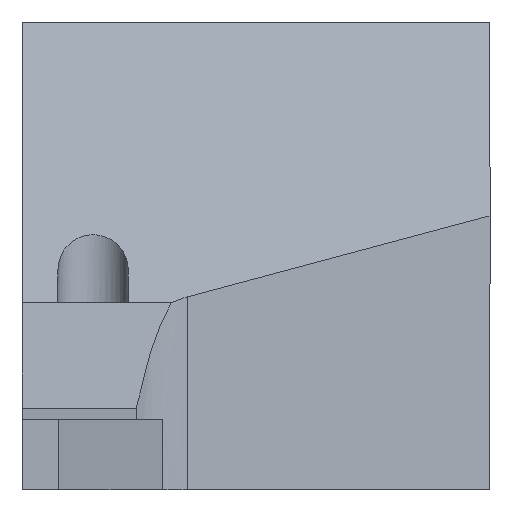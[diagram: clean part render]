
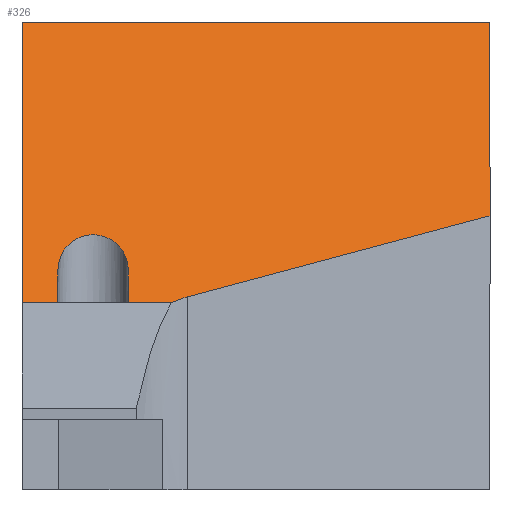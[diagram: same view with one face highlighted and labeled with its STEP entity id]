
A CAD part, left-side view. The second image highlights one B-rep face of the part: STEP entity #326.
In plain terms, the highlighted planar face has unit normal (-0.707, 0, 0.707).
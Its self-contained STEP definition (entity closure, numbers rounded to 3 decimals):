
#18 = CARTESIAN_POINT ( 'NONE',  ( -115.076, 0., 1.718 ) ) ;
#26 = VERTEX_POINT ( 'NONE', #161 ) ;
#32 = EDGE_LOOP ( 'NONE', ( #1587, #468, #1202, #1406, #286, #1151, #804, #883, #1273, #1413 ) ) ;
#48 = CARTESIAN_POINT ( 'NONE',  ( -118.689, 13.4, -1.895 ) ) ;
#69 = LINE ( 'NONE', #562, #491 ) ;
#89 = VECTOR ( 'NONE', #813, 1000. ) ;
#122 = VERTEX_POINT ( 'NONE', #366 ) ;
#152 = CARTESIAN_POINT ( 'NONE',  ( -117.386, 18.464, -0.591 ) ) ;
#161 = CARTESIAN_POINT ( 'NONE',  ( -118.794, 13.622, -2. ) ) ;
#184 = CARTESIAN_POINT ( 'NONE',  ( -118.794, 181.61, -2. ) ) ;
#189 = CARTESIAN_POINT ( 'NONE',  ( -118.794, 181.61, -2. ) ) ;
#229 = VERTEX_POINT ( 'NONE', #658 ) ;
#248 = LINE ( 'NONE', #344, #1476 ) ;
#250 = EDGE_CURVE ( 'NONE', #702, #568, #875, .T. ) ;
#251 =( BOUNDED_CURVE ( )  B_SPLINE_CURVE ( 3, ( #297, #48, #591, #1467 ),
 .UNSPECIFIED., .F., .F. ) 
 B_SPLINE_CURVE_WITH_KNOTS ( ( 4, 4 ),
 ( 2.7, 2.88 ),
 .UNSPECIFIED. ) 
 CURVE ( )  GEOMETRIC_REPRESENTATION_ITEM ( )  RATIONAL_B_SPLINE_CURVE ( ( 1., 0.997, 0.997, 1. ) ) 
 REPRESENTATION_ITEM ( '' )  );
#281 = EDGE_CURVE ( 'NONE', #761, #229, #1403, .T. ) ;
#286 = ORIENTED_EDGE ( 'NONE', *, *, #1026, .F. ) ;
#297 = CARTESIAN_POINT ( 'NONE',  ( -118.794, 13.622, -2. ) ) ;
#305 = LINE ( 'NONE', #184, #1189 ) ;
#326 = ADVANCED_FACE ( 'NONE', ( #1272 ), #1411, .T. ) ;
#330 = VECTOR ( 'NONE', #1086, 1000. ) ;
#344 = CARTESIAN_POINT ( 'NONE',  ( -118.794, 18.464, -2. ) ) ;
#366 = CARTESIAN_POINT ( 'NONE',  ( -117.386, 15.464, -0.591 ) ) ;
#403 = LINE ( 'NONE', #656, #1573 ) ;
#410 = CARTESIAN_POINT ( 'NONE',  ( -118.794, 18.464, -2. ) ) ;
#429 = LINE ( 'NONE', #923, #89 ) ;
#462 = AXIS2_PLACEMENT_3D ( 'NONE', #792, #1280, #1543 ) ;
#468 = ORIENTED_EDGE ( 'NONE', *, *, #859, .T. ) ;
#471 = CARTESIAN_POINT ( 'NONE',  ( -117.386, 18.464, -0.591 ) ) ;
#491 = VECTOR ( 'NONE', #1047, 1000. ) ;
#514 = CARTESIAN_POINT ( 'NONE',  ( -106.794, 20., 10. ) ) ;
#518 = CARTESIAN_POINT ( 'NONE',  ( -118.794, 20., -2. ) ) ;
#537 = CARTESIAN_POINT ( 'NONE',  ( -118.794, 15.464, -2. ) ) ;
#562 = CARTESIAN_POINT ( 'NONE',  ( -63.397, 0., 53.397 ) ) ;
#568 = VERTEX_POINT ( 'NONE', #410 ) ;
#574 = VERTEX_POINT ( 'NONE', #537 ) ;
#591 = CARTESIAN_POINT ( 'NONE',  ( -118.605, 13.17, -1.811 ) ) ;
#631 =( BOUNDED_CURVE ( )  B_SPLINE_CURVE ( 3, ( #152, #1016, #655, #1140 ),
 .UNSPECIFIED., .F., .F. ) 
 B_SPLINE_CURVE_WITH_KNOTS ( ( 4, 4 ),
 ( 1.571, 4.712 ),
 .UNSPECIFIED. ) 
 CURVE ( )  GEOMETRIC_REPRESENTATION_ITEM ( )  RATIONAL_B_SPLINE_CURVE ( ( 1., 0.333, 0.333, 1. ) ) 
 REPRESENTATION_ITEM ( '' )  );
#655 = CARTESIAN_POINT ( 'NONE',  ( -114.386, 15.464, 2.409 ) ) ;
#656 = CARTESIAN_POINT ( 'NONE',  ( -107.972, -26.514, 8.823 ) ) ;
#658 = CARTESIAN_POINT ( 'NONE',  ( -106.794, 0., 10. ) ) ;
#681 = CARTESIAN_POINT ( 'NONE',  ( -118.541, 12.933, -1.747 ) ) ;
#686 = DIRECTION ( 'NONE',  ( 0., -1., 0. ) ) ;
#702 = VERTEX_POINT ( 'NONE', #518 ) ;
#761 = VERTEX_POINT ( 'NONE', #514 ) ;
#792 = CARTESIAN_POINT ( 'NONE',  ( -118.794, 181.61, -2. ) ) ;
#804 = ORIENTED_EDGE ( 'NONE', *, *, #1027, .F. ) ;
#813 = DIRECTION ( 'NONE',  ( 0.707, 0., 0.707 ) ) ;
#850 = DIRECTION ( 'NONE',  ( 0.707, 0., 0.707 ) ) ;
#859 = EDGE_CURVE ( 'NONE', #574, #26, #305, .T. ) ;
#875 = LINE ( 'NONE', #189, #1003 ) ;
#883 = ORIENTED_EDGE ( 'NONE', *, *, #250, .T. ) ;
#910 = VERTEX_POINT ( 'NONE', #681 ) ;
#909 = EDGE_CURVE ( 'NONE', #910, #950, #403, .T. ) ;
#914 = DIRECTION ( 'NONE',  ( 0., -1., 0. ) ) ;
#923 = CARTESIAN_POINT ( 'NONE',  ( -63.397, 20., 53.397 ) ) ;
#942 = VERTEX_POINT ( 'NONE', #471 ) ;
#950 = VERTEX_POINT ( 'NONE', #18 ) ;
#977 = LINE ( 'NONE', #1358, #330 ) ;
#1003 = VECTOR ( 'NONE', #914, 1000. ) ;
#1016 = CARTESIAN_POINT ( 'NONE',  ( -114.386, 18.464, 2.409 ) ) ;
#1026 = EDGE_CURVE ( 'NONE', #229, #950, #69, .T. ) ;
#1027 = EDGE_CURVE ( 'NONE', #702, #761, #429, .T. ) ;
#1047 = DIRECTION ( 'NONE',  ( -0.707, 0., -0.707 ) ) ;
#1052 = CARTESIAN_POINT ( 'NONE',  ( -106.794, 0., 10. ) ) ;
#1086 = DIRECTION ( 'NONE',  ( -0.707, 0., -0.707 ) ) ;
#1121 = EDGE_CURVE ( 'NONE', #942, #122, #631, .T. ) ;
#1140 = CARTESIAN_POINT ( 'NONE',  ( -117.386, 15.464, -0.591 ) ) ;
#1145 = EDGE_CURVE ( 'NONE', #26, #910, #251, .T. ) ;
#1151 = ORIENTED_EDGE ( 'NONE', *, *, #281, .F. ) ;
#1189 = VECTOR ( 'NONE', #686, 1000. ) ;
#1202 = ORIENTED_EDGE ( 'NONE', *, *, #1145, .T. ) ;
#1272 = FACE_OUTER_BOUND ( 'NONE', #32, .T. ) ;
#1273 = ORIENTED_EDGE ( 'NONE', *, *, #1502, .T. ) ;
#1278 = DIRECTION ( 'NONE',  ( 0.251, -0.935, 0.251 ) ) ;
#1280 = DIRECTION ( 'NONE',  ( -0.707, 0., 0.707 ) ) ;
#1303 = DIRECTION ( 'NONE',  ( 0., -1., 0. ) ) ;
#1358 = CARTESIAN_POINT ( 'NONE',  ( -118.794, 15.464, -2. ) ) ;
#1403 = LINE ( 'NONE', #1052, #1422 ) ;
#1405 = EDGE_CURVE ( 'NONE', #122, #574, #977, .T. ) ;
#1406 = ORIENTED_EDGE ( 'NONE', *, *, #909, .T. ) ;
#1411 = PLANE ( 'NONE',  #462 ) ;
#1413 = ORIENTED_EDGE ( 'NONE', *, *, #1121, .T. ) ;
#1422 = VECTOR ( 'NONE', #1303, 1000. ) ;
#1467 = CARTESIAN_POINT ( 'NONE',  ( -118.541, 12.933, -1.747 ) ) ;
#1476 = VECTOR ( 'NONE', #850, 1000. ) ;
#1502 = EDGE_CURVE ( 'NONE', #568, #942, #248, .T. ) ;
#1543 = DIRECTION ( 'NONE',  ( -0.707, 0., -0.707 ) ) ;
#1573 = VECTOR ( 'NONE', #1278, 1000. ) ;
#1587 = ORIENTED_EDGE ( 'NONE', *, *, #1405, .T. ) ;
